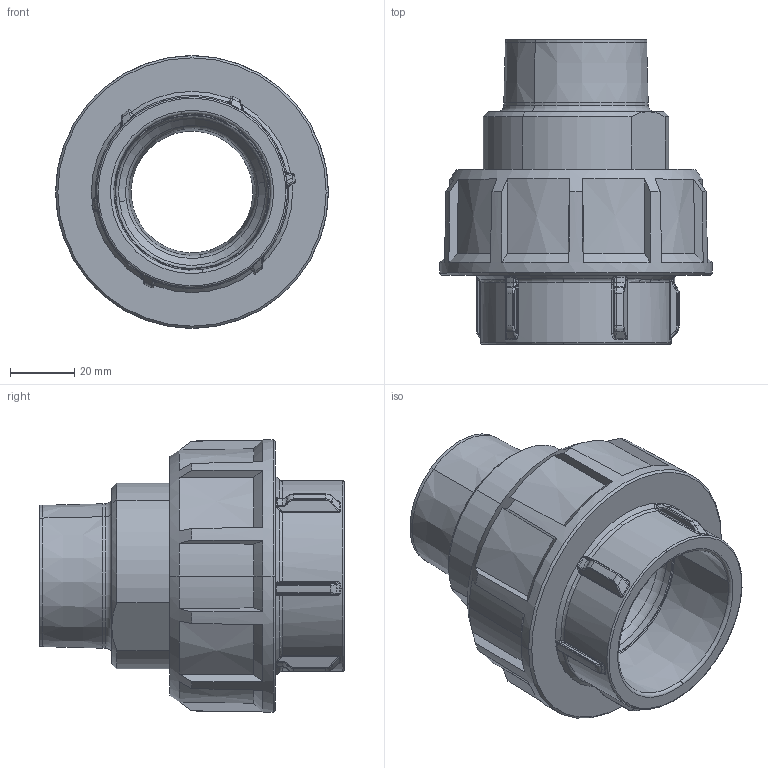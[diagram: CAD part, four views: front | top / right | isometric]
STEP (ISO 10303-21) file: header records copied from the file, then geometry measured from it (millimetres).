
FILE_DESCRIPTION(('STEP AP214'),'1');
FILE_NAME('birxm050112e.stp','2018-02-12T14:28:30',('TraceParts'),('TraceParts S.A.'),'Spatial InterOp 3D',' ',' ');
FILE_SCHEMA(('automotive_design'));
Length unit declared in the file: millimetre
Products named in the file (3): birxm050112e_1; birxm050112e_2; birxm050112e_3
Bounding box: 85.08 x 95 x 85.08 mm (x, y, z)
Volume: 179512.5 mm3; surface area: 58585.4 mm2
Topology: 3 solids, 3 shells, 384 faces, 954 edges, 583 vertices
Faces by surface type: cylinder 113, bspline 104, cone 61, torus 59, plane 47
Entity records: 16727 total; most frequent: CARTESIAN_POINT 5033, ORIENTED_EDGE 1908, DIRECTION 1698, EDGE_CURVE 954, AXIS2_PLACEMENT_3D 765, VERTEX_POINT 583, CIRCLE 482, EDGE_LOOP 397
